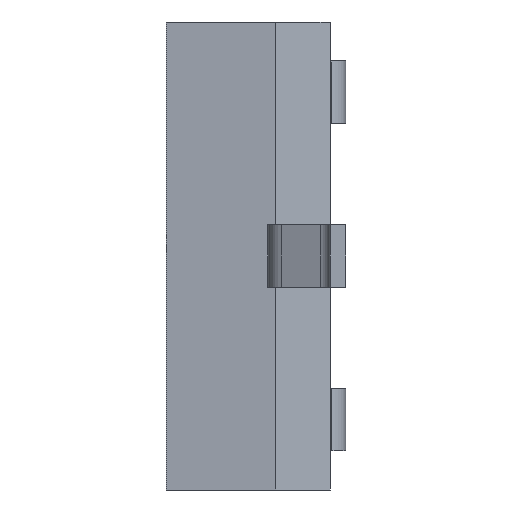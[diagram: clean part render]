
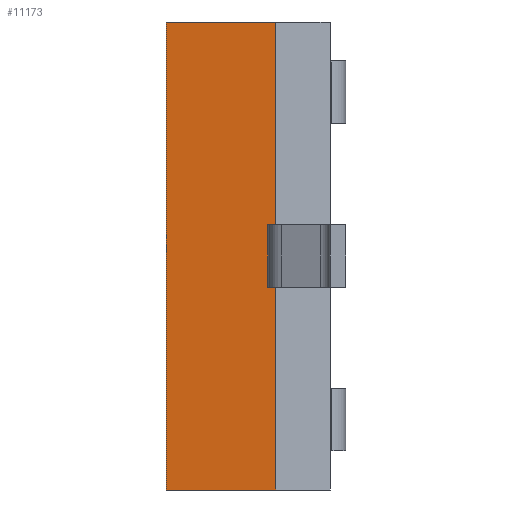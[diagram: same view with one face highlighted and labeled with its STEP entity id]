
A CAD part, left-side view. The second image highlights one B-rep face of the part: STEP entity #11173.
In plain terms, the highlighted planar face has unit normal (-0.996, 0.088, 0).
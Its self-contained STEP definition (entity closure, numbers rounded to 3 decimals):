
#719 = ORIENTED_EDGE ( 'NONE', *, *, #2424, .F. ) ;
#727 = ORIENTED_EDGE ( 'NONE', *, *, #12857, .F. ) ;
#750 = ORIENTED_EDGE ( 'NONE', *, *, #12816, .T. ) ;
#808 = VERTEX_POINT ( 'NONE', #1034 ) ;
#810 = VERTEX_POINT ( 'NONE', #1036 ) ;
#812 = VERTEX_POINT ( 'NONE', #1038 ) ;
#875 = ORIENTED_EDGE ( 'NONE', *, *, #12848, .F. ) ;
#907 = VERTEX_POINT ( 'NONE', #1040 ) ;
#909 = VERTEX_POINT ( 'NONE', #1042 ) ;
#1034 = CARTESIAN_POINT ( 'NONE',  ( -0.646, -0.125, -0.2 ) ) ;
#1036 = CARTESIAN_POINT ( 'NONE',  ( -0.65, -0.175, 0.2 ) ) ;
#1038 = CARTESIAN_POINT ( 'NONE',  ( -0.65, -0.175, 1.5 ) ) ;
#1040 = CARTESIAN_POINT ( 'NONE',  ( -0.65, -0.175, -1.5 ) ) ;
#1042 = CARTESIAN_POINT ( 'NONE',  ( -0.65, -0.175, -0.2 ) ) ;
#1203 = LINE ( 'NONE', #1204, #4609 ) ;
#1204 = CARTESIAN_POINT ( 'NONE',  ( -0.641, -0.071, -0.2 ) ) ;
#1205 = DIRECTION ( 'NONE',  ( -0.088, -0.996, 0. ) ) ;
#1206 = LINE ( 'NONE', #1207, #4608 ) ;
#1207 = CARTESIAN_POINT ( 'NONE',  ( -0.65, -0.175, 1.5 ) ) ;
#1208 = DIRECTION ( 'NONE',  ( 0., 0., -1. ) ) ;
#1209 = LINE ( 'NONE', #1210, #4612 ) ;
#1210 = CARTESIAN_POINT ( 'NONE',  ( -0.641, -0.071, -1.5 ) ) ;
#1211 = DIRECTION ( 'NONE',  ( -0.088, -0.996, 0. ) ) ;
#1212 = LINE ( 'NONE', #1213, #4614 ) ;
#1213 = CARTESIAN_POINT ( 'NONE',  ( -0.641, -0.071, 1.5 ) ) ;
#1214 = DIRECTION ( 'NONE',  ( -0.088, -0.996, 0. ) ) ;
#1771 = CARTESIAN_POINT ( 'NONE',  ( -0.588, 0.525, -1.5 ) ) ;
#1772 = CARTESIAN_POINT ( 'NONE',  ( -0.588, 0.525, 1.5 ) ) ;
#1773 = CARTESIAN_POINT ( 'NONE',  ( -0.646, -0.125, 0.2 ) ) ;
#2421 = EDGE_CURVE ( 'NONE', #808, #909, #1203, .T. ) ;
#2422 = EDGE_CURVE ( 'NONE', #909, #907, #1206, .T. ) ;
#2423 = EDGE_CURVE ( 'NONE', #10538, #907, #1209, .T. ) ;
#2424 = EDGE_CURVE ( 'NONE', #10539, #812, #1212, .T. ) ;
#4608 = VECTOR ( 'NONE', #1208, 1000. ) ;
#4609 = VECTOR ( 'NONE', #1205, 1000. ) ;
#4612 = VECTOR ( 'NONE', #1211, 1000. ) ;
#4614 = VECTOR ( 'NONE', #1214, 1000. ) ;
#5342 = PLANE ( 'NONE',  #5596 ) ;
#5343 = CARTESIAN_POINT ( 'NONE',  ( -0.641, -0.071, 1.5 ) ) ;
#5344 = DIRECTION ( 'NONE',  ( 0.996, -0.088, 0. ) ) ;
#5345 = DIRECTION ( 'NONE',  ( 0.088, 0.996, 0. ) ) ;
#5590 = FACE_OUTER_BOUND ( 'NONE', #10217, .T. ) ;
#5596 = AXIS2_PLACEMENT_3D ( 'NONE', #5343, #5344, #5345 ) ;
#7620 = LINE ( 'NONE', #7621, #7983 ) ;
#7621 = CARTESIAN_POINT ( 'NONE',  ( -0.641, -0.071, 0.2 ) ) ;
#7622 = DIRECTION ( 'NONE',  ( -0.088, -0.996, 0. ) ) ;
#7762 = LINE ( 'NONE', #7763, #9169 ) ;
#7763 = CARTESIAN_POINT ( 'NONE',  ( -0.65, -0.175, 1.5 ) ) ;
#7764 = DIRECTION ( 'NONE',  ( 0., 0., -1. ) ) ;
#7817 = LINE ( 'NONE', #7818, #9175 ) ;
#7818 = CARTESIAN_POINT ( 'NONE',  ( -0.646, -0.125, 1.5 ) ) ;
#7819 = DIRECTION ( 'NONE',  ( 0., 0., -1. ) ) ;
#7983 = VECTOR ( 'NONE', #7622, 1000. ) ;
#8487 = LINE ( 'NONE', #8488, #9225 ) ;
#8488 = CARTESIAN_POINT ( 'NONE',  ( -0.588, 0.525, 1.5 ) ) ;
#8489 = DIRECTION ( 'NONE',  ( 0., 0., -1. ) ) ;
#9169 = VECTOR ( 'NONE', #7764, 1000. ) ;
#9175 = VECTOR ( 'NONE', #7819, 1000. ) ;
#9225 = VECTOR ( 'NONE', #8489, 1000. ) ;
#10217 = EDGE_LOOP ( 'NONE', ( #727, #750, #875, #719, #11695, #11597, #11595, #11596 ) ) ;
#10538 = VERTEX_POINT ( 'NONE', #1771 ) ;
#10539 = VERTEX_POINT ( 'NONE', #1772 ) ;
#10540 = VERTEX_POINT ( 'NONE', #1773 ) ;
#11173 = ADVANCED_FACE ( 'NONE', ( #5590 ), #5342, .F. ) ;
#11595 = ORIENTED_EDGE ( 'NONE', *, *, #2422, .F. ) ;
#11596 = ORIENTED_EDGE ( 'NONE', *, *, #2421, .F. ) ;
#11597 = ORIENTED_EDGE ( 'NONE', *, *, #2423, .T. ) ;
#11695 = ORIENTED_EDGE ( 'NONE', *, *, #12939, .T. ) ;
#12816 = EDGE_CURVE ( 'NONE', #10540, #810, #7620, .T. ) ;
#12848 = EDGE_CURVE ( 'NONE', #812, #810, #7762, .T. ) ;
#12857 = EDGE_CURVE ( 'NONE', #10540, #808, #7817, .T. ) ;
#12939 = EDGE_CURVE ( 'NONE', #10539, #10538, #8487, .T. ) ;
